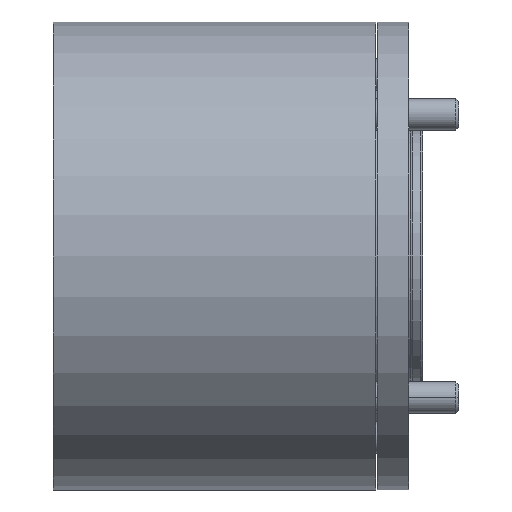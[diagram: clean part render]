
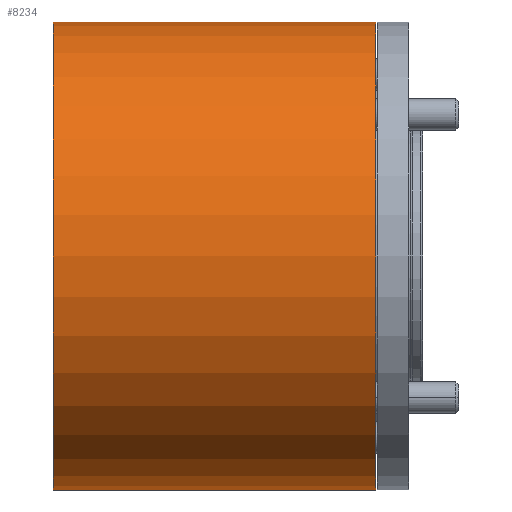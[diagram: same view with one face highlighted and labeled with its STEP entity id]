
A CAD part, front view. The second image highlights one B-rep face of the part: STEP entity #8234.
In plain terms, the highlighted cylindrical face has radius 45 mm (diameter 90 mm), a partial arc.
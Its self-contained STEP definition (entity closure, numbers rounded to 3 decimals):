
#95 = AXIS2_PLACEMENT_3D ( 'NONE', #7544, #7456, #850 ) ;
#147 = CIRCLE ( 'NONE', #4273, 45. ) ;
#520 = CARTESIAN_POINT ( 'NONE',  ( -39.259, 0., -45. ) ) ;
#838 = VERTEX_POINT ( 'NONE', #12683 ) ;
#850 = DIRECTION ( 'NONE',  ( 0., 0., 1. ) ) ;
#2469 = VECTOR ( 'NONE', #2695, 1000. ) ;
#2591 = EDGE_CURVE ( 'NONE', #3843, #838, #11685, .T. ) ;
#2695 = DIRECTION ( 'NONE',  ( -1., 0., 0. ) ) ;
#2822 = CARTESIAN_POINT ( 'NONE',  ( 62., 0., 45. ) ) ;
#2858 = FACE_OUTER_BOUND ( 'NONE', #6216, .T. ) ;
#3114 = DIRECTION ( 'NONE',  ( -1., 0., 0. ) ) ;
#3257 = CARTESIAN_POINT ( 'NONE',  ( 0., 0., 0. ) ) ;
#3598 = AXIS2_PLACEMENT_3D ( 'NONE', #3257, #8794, #12956 ) ;
#3843 = VERTEX_POINT ( 'NONE', #2822 ) ;
#3981 = ORIENTED_EDGE ( 'NONE', *, *, #2591, .T. ) ;
#4182 = LINE ( 'NONE', #520, #5543 ) ;
#4273 = AXIS2_PLACEMENT_3D ( 'NONE', #5229, #3114, #8503 ) ;
#4342 = ORIENTED_EDGE ( 'NONE', *, *, #12618, .T. ) ;
#4740 = DIRECTION ( 'NONE',  ( -1., 0., 0. ) ) ;
#5229 = CARTESIAN_POINT ( 'NONE',  ( 62., 0., 0. ) ) ;
#5441 = VERTEX_POINT ( 'NONE', #6566 ) ;
#5543 = VECTOR ( 'NONE', #4740, 1000. ) ;
#6216 = EDGE_LOOP ( 'NONE', ( #13372, #4342, #3981, #12312 ) ) ;
#6566 = CARTESIAN_POINT ( 'NONE',  ( 0., 0., -45. ) ) ;
#7456 = DIRECTION ( 'NONE',  ( -1., 0., 0. ) ) ;
#7544 = CARTESIAN_POINT ( 'NONE',  ( -39.259, 0., 0. ) ) ;
#8234 = ADVANCED_FACE ( 'NONE', ( #2858 ), #8976, .T. ) ;
#8503 = DIRECTION ( 'NONE',  ( 0., 0., 1. ) ) ;
#8794 = DIRECTION ( 'NONE',  ( -1., 0., 0. ) ) ;
#8976 = CYLINDRICAL_SURFACE ( 'NONE', #95, 45. ) ;
#9284 = CARTESIAN_POINT ( 'NONE',  ( -39.259, 0., 45. ) ) ;
#9656 = EDGE_CURVE ( 'NONE', #5441, #838, #10503, .T. ) ;
#9887 = EDGE_CURVE ( 'NONE', #13048, #5441, #4182, .T. ) ;
#10503 = CIRCLE ( 'NONE', #3598, 45. ) ;
#11491 = CARTESIAN_POINT ( 'NONE',  ( 62., 0., -45. ) ) ;
#11685 = LINE ( 'NONE', #9284, #2469 ) ;
#12312 = ORIENTED_EDGE ( 'NONE', *, *, #9656, .F. ) ;
#12618 = EDGE_CURVE ( 'NONE', #13048, #3843, #147, .T. ) ;
#12683 = CARTESIAN_POINT ( 'NONE',  ( 0., 0., 45. ) ) ;
#12956 = DIRECTION ( 'NONE',  ( 0., 0., 1. ) ) ;
#13048 = VERTEX_POINT ( 'NONE', #11491 ) ;
#13372 = ORIENTED_EDGE ( 'NONE', *, *, #9887, .F. ) ;
